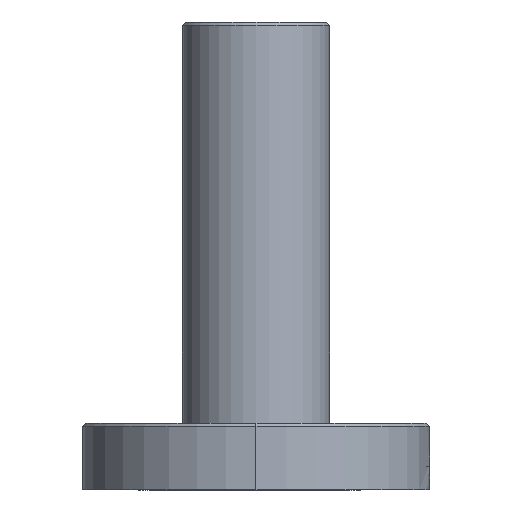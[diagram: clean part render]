
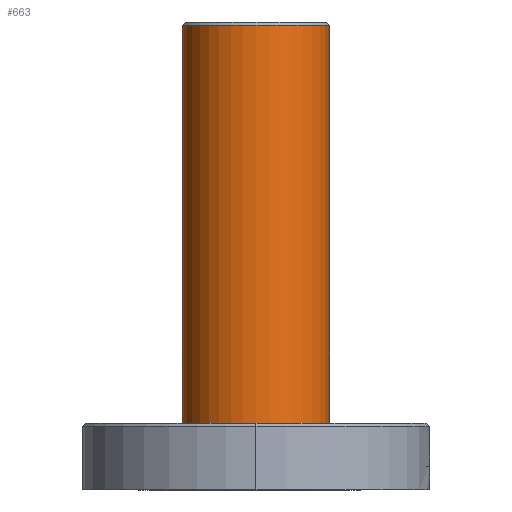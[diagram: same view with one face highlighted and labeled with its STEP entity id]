
A CAD part, left-side view. The second image highlights one B-rep face of the part: STEP entity #663.
In plain terms, the highlighted cylindrical face has radius 11 mm (diameter 22 mm), a partial arc.
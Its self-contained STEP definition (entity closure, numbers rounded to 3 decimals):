
#99 = LINE ( 'NONE', #3953, #2350 ) ;
#228 = AXIS2_PLACEMENT_3D ( 'NONE', #376, #1690, #2713 ) ;
#238 = DIRECTION ( 'NONE',  ( 0., -1., 0. ) ) ;
#372 = EDGE_CURVE ( 'NONE', #1082, #2746, #4010, .T. ) ;
#376 = CARTESIAN_POINT ( 'NONE',  ( 0., 23.976, 0. ) ) ;
#382 = DIRECTION ( 'NONE',  ( -1., 0., 0. ) ) ;
#601 = CIRCLE ( 'NONE', #228, 11. ) ;
#614 = EDGE_CURVE ( 'NONE', #2934, #3558, #99, .T. ) ;
#621 = CARTESIAN_POINT ( 'NONE',  ( 0., 83.476, 0. ) ) ;
#631 = DIRECTION ( 'NONE',  ( 0., -1., 0. ) ) ;
#663 = ADVANCED_FACE ( 'NONE', ( #1655 ), #1451, .T. ) ;
#888 = ORIENTED_EDGE ( 'NONE', *, *, #614, .F. ) ;
#951 = CARTESIAN_POINT ( 'NONE',  ( 0., -1000., 0. ) ) ;
#1082 = VERTEX_POINT ( 'NONE', #2388 ) ;
#1368 = DIRECTION ( 'NONE',  ( 0., -1., 0. ) ) ;
#1383 = VECTOR ( 'NONE', #238, 1000. ) ;
#1451 = CYLINDRICAL_SURFACE ( 'NONE', #3329, 11. ) ;
#1655 = FACE_OUTER_BOUND ( 'NONE', #1999, .T. ) ;
#1690 = DIRECTION ( 'NONE',  ( 0., -1., 0. ) ) ;
#1722 = ORIENTED_EDGE ( 'NONE', *, *, #372, .T. ) ;
#1738 = AXIS2_PLACEMENT_3D ( 'NONE', #621, #1368, #382 ) ;
#1915 = DIRECTION ( 'NONE',  ( 0., -1., 0. ) ) ;
#1999 = EDGE_LOOP ( 'NONE', ( #888, #2331, #1722, #3423 ) ) ;
#2208 = CARTESIAN_POINT ( 'NONE',  ( 11., -1000., 0. ) ) ;
#2331 = ORIENTED_EDGE ( 'NONE', *, *, #3847, .T. ) ;
#2350 = VECTOR ( 'NONE', #631, 1000. ) ;
#2388 = CARTESIAN_POINT ( 'NONE',  ( 11., 83.476, 0. ) ) ;
#2426 = CIRCLE ( 'NONE', #1738, 11. ) ;
#2463 = EDGE_CURVE ( 'NONE', #3558, #2746, #601, .T. ) ;
#2701 = DIRECTION ( 'NONE',  ( 1., 0., 0. ) ) ;
#2713 = DIRECTION ( 'NONE',  ( 1., 0., 0. ) ) ;
#2746 = VERTEX_POINT ( 'NONE', #3805 ) ;
#2871 = CARTESIAN_POINT ( 'NONE',  ( -11., 83.476, 0. ) ) ;
#2934 = VERTEX_POINT ( 'NONE', #2871 ) ;
#3329 = AXIS2_PLACEMENT_3D ( 'NONE', #951, #1915, #2701 ) ;
#3423 = ORIENTED_EDGE ( 'NONE', *, *, #2463, .F. ) ;
#3558 = VERTEX_POINT ( 'NONE', #3825 ) ;
#3805 = CARTESIAN_POINT ( 'NONE',  ( 11., 23.976, 0. ) ) ;
#3825 = CARTESIAN_POINT ( 'NONE',  ( -11., 23.976, 0. ) ) ;
#3847 = EDGE_CURVE ( 'NONE', #2934, #1082, #2426, .T. ) ;
#3953 = CARTESIAN_POINT ( 'NONE',  ( -11., -1000., 0. ) ) ;
#4010 = LINE ( 'NONE', #2208, #1383 ) ;
